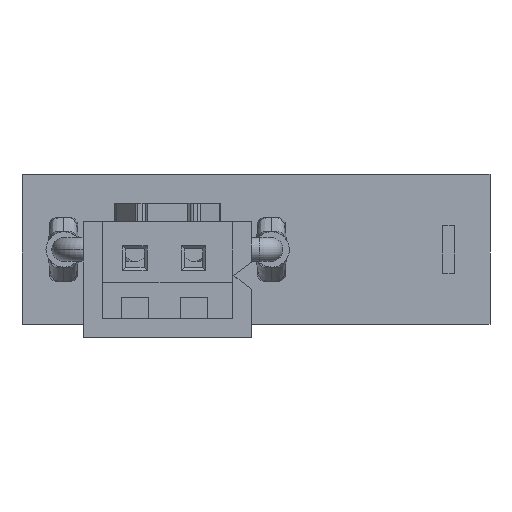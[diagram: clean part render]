
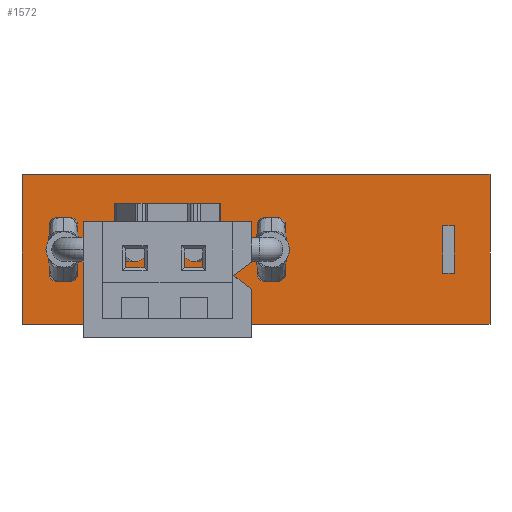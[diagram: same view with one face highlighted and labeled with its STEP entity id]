
A CAD part, front view. The second image highlights one B-rep face of the part: STEP entity #1572.
In plain terms, the highlighted planar face has unit normal (0, -1, 0).
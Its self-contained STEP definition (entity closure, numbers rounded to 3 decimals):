
#70 = VECTOR ( 'NONE', #9841, 1000. ) ;
#91 = ORIENTED_EDGE ( 'NONE', *, *, #11987, .F. ) ;
#394 = FACE_BOUND ( 'NONE', #9138, .T. ) ;
#455 = CARTESIAN_POINT ( 'NONE',  ( 0., 0., 3.175 ) ) ;
#579 = DIRECTION ( 'NONE',  ( 0., 0., 1. ) ) ;
#657 = CARTESIAN_POINT ( 'NONE',  ( 18.306, 0., 1. ) ) ;
#827 = EDGE_LOOP ( 'NONE', ( #10642, #6395, #8346, #5342 ) ) ;
#839 = CARTESIAN_POINT ( 'NONE',  ( 10.306, 0., -1. ) ) ;
#970 = VERTEX_POINT ( 'NONE', #4502 ) ;
#1095 = CARTESIAN_POINT ( 'NONE',  ( 19.812, 0., 3.175 ) ) ;
#1147 = VERTEX_POINT ( 'NONE', #12082 ) ;
#1161 = EDGE_CURVE ( 'NONE', #6261, #3315, #2020, .T. ) ;
#1217 = ORIENTED_EDGE ( 'NONE', *, *, #7999, .F. ) ;
#1271 = ORIENTED_EDGE ( 'NONE', *, *, #8671, .F. ) ;
#1317 = VECTOR ( 'NONE', #4071, 1000. ) ;
#1422 = EDGE_CURVE ( 'NONE', #970, #7000, #3625, .T. ) ;
#1572 = ADVANCED_FACE ( 'NONE', ( #2890, #4228, #394, #8181 ), #8328, .F. ) ;
#1719 = CARTESIAN_POINT ( 'NONE',  ( 17.806, 0., 1. ) ) ;
#1733 = CARTESIAN_POINT ( 'NONE',  ( 2.006, 0., 1. ) ) ;
#1784 = CARTESIAN_POINT ( 'NONE',  ( 1.506, 0., -1. ) ) ;
#1883 = CARTESIAN_POINT ( 'NONE',  ( 1.506, 0., 1. ) ) ;
#2020 = LINE ( 'NONE', #1784, #6431 ) ;
#2027 = LINE ( 'NONE', #3855, #8200 ) ;
#2255 = VECTOR ( 'NONE', #6552, 1000. ) ;
#2290 = ORIENTED_EDGE ( 'NONE', *, *, #3595, .F. ) ;
#2325 = LINE ( 'NONE', #4658, #1317 ) ;
#2336 = CARTESIAN_POINT ( 'NONE',  ( 0., 0., 3.175 ) ) ;
#2421 = CARTESIAN_POINT ( 'NONE',  ( 18.306, 0., -1. ) ) ;
#2593 = CARTESIAN_POINT ( 'NONE',  ( 0., 0., 3.175 ) ) ;
#2638 = LINE ( 'NONE', #1883, #5128 ) ;
#2674 = VECTOR ( 'NONE', #3539, 1000. ) ;
#2679 = AXIS2_PLACEMENT_3D ( 'NONE', #2336, #11823, #579 ) ;
#2857 = VERTEX_POINT ( 'NONE', #10949 ) ;
#2890 = FACE_BOUND ( 'NONE', #4664, .T. ) ;
#3240 = DIRECTION ( 'NONE',  ( -1., 0., 0. ) ) ;
#3315 = VERTEX_POINT ( 'NONE', #4812 ) ;
#3539 = DIRECTION ( 'NONE',  ( 0., 0., -1. ) ) ;
#3579 = VECTOR ( 'NONE', #6274, 1000. ) ;
#3587 = DIRECTION ( 'NONE',  ( 0., 0., 1. ) ) ;
#3595 = EDGE_CURVE ( 'NONE', #11177, #4867, #2325, .T. ) ;
#3625 = LINE ( 'NONE', #8862, #3935 ) ;
#3655 = EDGE_CURVE ( 'NONE', #4694, #10584, #2027, .T. ) ;
#3672 = DIRECTION ( 'NONE',  ( 0., 0., 1. ) ) ;
#3687 = EDGE_CURVE ( 'NONE', #10584, #2857, #11723, .T. ) ;
#3825 = EDGE_CURVE ( 'NONE', #8298, #2857, #7683, .T. ) ;
#3855 = CARTESIAN_POINT ( 'NONE',  ( 0., 0., 3.175 ) ) ;
#3857 = CARTESIAN_POINT ( 'NONE',  ( 17.806, 0., -1. ) ) ;
#3872 = LINE ( 'NONE', #11944, #5756 ) ;
#3890 = VERTEX_POINT ( 'NONE', #6231 ) ;
#3935 = VECTOR ( 'NONE', #3240, 1000. ) ;
#3979 = EDGE_CURVE ( 'NONE', #4867, #7557, #11202, .T. ) ;
#4071 = DIRECTION ( 'NONE',  ( 1., 0., 0. ) ) ;
#4203 = CARTESIAN_POINT ( 'NONE',  ( 10.306, 0., 1. ) ) ;
#4228 = FACE_OUTER_BOUND ( 'NONE', #827, .T. ) ;
#4426 = ORIENTED_EDGE ( 'NONE', *, *, #7745, .F. ) ;
#4478 = ORIENTED_EDGE ( 'NONE', *, *, #5746, .F. ) ;
#4502 = CARTESIAN_POINT ( 'NONE',  ( 10.806, 0., 1. ) ) ;
#4658 = CARTESIAN_POINT ( 'NONE',  ( 17.806, 0., -1. ) ) ;
#4664 = EDGE_LOOP ( 'NONE', ( #91, #5002, #4426, #1271 ) ) ;
#4675 = LINE ( 'NONE', #839, #5113 ) ;
#4694 = VERTEX_POINT ( 'NONE', #455 ) ;
#4724 = CARTESIAN_POINT ( 'NONE',  ( 10.806, 0., 1. ) ) ;
#4812 = CARTESIAN_POINT ( 'NONE',  ( 2.006, 0., -1. ) ) ;
#4867 = VERTEX_POINT ( 'NONE', #2421 ) ;
#4871 = VERTEX_POINT ( 'NONE', #5327 ) ;
#4895 = EDGE_LOOP ( 'NONE', ( #6619, #11026, #10483, #2290 ) ) ;
#4997 = LINE ( 'NONE', #1719, #7802 ) ;
#5002 = ORIENTED_EDGE ( 'NONE', *, *, #1422, .F. ) ;
#5109 = DIRECTION ( 'NONE',  ( 0., 0., -1. ) ) ;
#5113 = VECTOR ( 'NONE', #7400, 1000. ) ;
#5128 = VECTOR ( 'NONE', #9403, 1000. ) ;
#5166 = LINE ( 'NONE', #2593, #2674 ) ;
#5327 = CARTESIAN_POINT ( 'NONE',  ( 2.006, 0., 1. ) ) ;
#5342 = ORIENTED_EDGE ( 'NONE', *, *, #6486, .T. ) ;
#5634 = LINE ( 'NONE', #10983, #6681 ) ;
#5698 = CARTESIAN_POINT ( 'NONE',  ( 1.506, 0., -1. ) ) ;
#5746 = EDGE_CURVE ( 'NONE', #4871, #3890, #2638, .T. ) ;
#5756 = VECTOR ( 'NONE', #10081, 1000. ) ;
#5795 = CARTESIAN_POINT ( 'NONE',  ( 10.306, 0., 1. ) ) ;
#5893 = VERTEX_POINT ( 'NONE', #7759 ) ;
#5968 = CARTESIAN_POINT ( 'NONE',  ( 18.306, 0., 1. ) ) ;
#6231 = CARTESIAN_POINT ( 'NONE',  ( 1.506, 0., 1. ) ) ;
#6261 = VERTEX_POINT ( 'NONE', #5698 ) ;
#6274 = DIRECTION ( 'NONE',  ( 1., 0., 0. ) ) ;
#6353 = CARTESIAN_POINT ( 'NONE',  ( 0., 0., -3.175 ) ) ;
#6395 = ORIENTED_EDGE ( 'NONE', *, *, #3687, .F. ) ;
#6431 = VECTOR ( 'NONE', #11423, 1000. ) ;
#6486 = EDGE_CURVE ( 'NONE', #4694, #8298, #5166, .T. ) ;
#6552 = DIRECTION ( 'NONE',  ( 0., 0., 1. ) ) ;
#6619 = ORIENTED_EDGE ( 'NONE', *, *, #11607, .F. ) ;
#6681 = VECTOR ( 'NONE', #10864, 1000. ) ;
#7000 = VERTEX_POINT ( 'NONE', #4203 ) ;
#7345 = EDGE_CURVE ( 'NONE', #7557, #7568, #4997, .T. ) ;
#7400 = DIRECTION ( 'NONE',  ( 1., 0., 0. ) ) ;
#7557 = VERTEX_POINT ( 'NONE', #5968 ) ;
#7568 = VERTEX_POINT ( 'NONE', #11719 ) ;
#7683 = LINE ( 'NONE', #6353, #3579 ) ;
#7745 = EDGE_CURVE ( 'NONE', #5893, #970, #8806, .T. ) ;
#7759 = CARTESIAN_POINT ( 'NONE',  ( 10.806, 0., -1. ) ) ;
#7802 = VECTOR ( 'NONE', #8432, 1000. ) ;
#7999 = EDGE_CURVE ( 'NONE', #3315, #4871, #9255, .T. ) ;
#8181 = FACE_BOUND ( 'NONE', #4895, .T. ) ;
#8200 = VECTOR ( 'NONE', #10418, 1000. ) ;
#8298 = VERTEX_POINT ( 'NONE', #10221 ) ;
#8328 = PLANE ( 'NONE',  #2679 ) ;
#8346 = ORIENTED_EDGE ( 'NONE', *, *, #3655, .F. ) ;
#8365 = VECTOR ( 'NONE', #3672, 1000. ) ;
#8432 = DIRECTION ( 'NONE',  ( -1., 0., 0. ) ) ;
#8438 = LINE ( 'NONE', #5795, #70 ) ;
#8634 = VECTOR ( 'NONE', #5109, 1000. ) ;
#8671 = EDGE_CURVE ( 'NONE', #1147, #5893, #4675, .T. ) ;
#8806 = LINE ( 'NONE', #4724, #8365 ) ;
#8811 = CARTESIAN_POINT ( 'NONE',  ( 19.812, 0., 3.175 ) ) ;
#8862 = CARTESIAN_POINT ( 'NONE',  ( 10.306, 0., 1. ) ) ;
#9138 = EDGE_LOOP ( 'NONE', ( #10057, #4478, #1217, #10198 ) ) ;
#9223 = EDGE_CURVE ( 'NONE', #3890, #6261, #3872, .T. ) ;
#9255 = LINE ( 'NONE', #1733, #10013 ) ;
#9403 = DIRECTION ( 'NONE',  ( -1., 0., 0. ) ) ;
#9841 = DIRECTION ( 'NONE',  ( 0., 0., -1. ) ) ;
#10013 = VECTOR ( 'NONE', #3587, 1000. ) ;
#10057 = ORIENTED_EDGE ( 'NONE', *, *, #9223, .F. ) ;
#10081 = DIRECTION ( 'NONE',  ( 0., 0., -1. ) ) ;
#10198 = ORIENTED_EDGE ( 'NONE', *, *, #1161, .F. ) ;
#10221 = CARTESIAN_POINT ( 'NONE',  ( 0., 0., -3.175 ) ) ;
#10418 = DIRECTION ( 'NONE',  ( 1., 0., 0. ) ) ;
#10483 = ORIENTED_EDGE ( 'NONE', *, *, #3979, .F. ) ;
#10584 = VERTEX_POINT ( 'NONE', #1095 ) ;
#10642 = ORIENTED_EDGE ( 'NONE', *, *, #3825, .T. ) ;
#10864 = DIRECTION ( 'NONE',  ( 0., 0., -1. ) ) ;
#10949 = CARTESIAN_POINT ( 'NONE',  ( 19.812, 0., -3.175 ) ) ;
#10983 = CARTESIAN_POINT ( 'NONE',  ( 17.806, 0., 1. ) ) ;
#11026 = ORIENTED_EDGE ( 'NONE', *, *, #7345, .F. ) ;
#11177 = VERTEX_POINT ( 'NONE', #3857 ) ;
#11202 = LINE ( 'NONE', #657, #2255 ) ;
#11423 = DIRECTION ( 'NONE',  ( 1., 0., 0. ) ) ;
#11607 = EDGE_CURVE ( 'NONE', #7568, #11177, #5634, .T. ) ;
#11719 = CARTESIAN_POINT ( 'NONE',  ( 17.806, 0., 1. ) ) ;
#11723 = LINE ( 'NONE', #8811, #8634 ) ;
#11823 = DIRECTION ( 'NONE',  ( 0., 1., 0. ) ) ;
#11944 = CARTESIAN_POINT ( 'NONE',  ( 1.506, 0., 1. ) ) ;
#11987 = EDGE_CURVE ( 'NONE', #7000, #1147, #8438, .T. ) ;
#12082 = CARTESIAN_POINT ( 'NONE',  ( 10.306, 0., -1. ) ) ;
